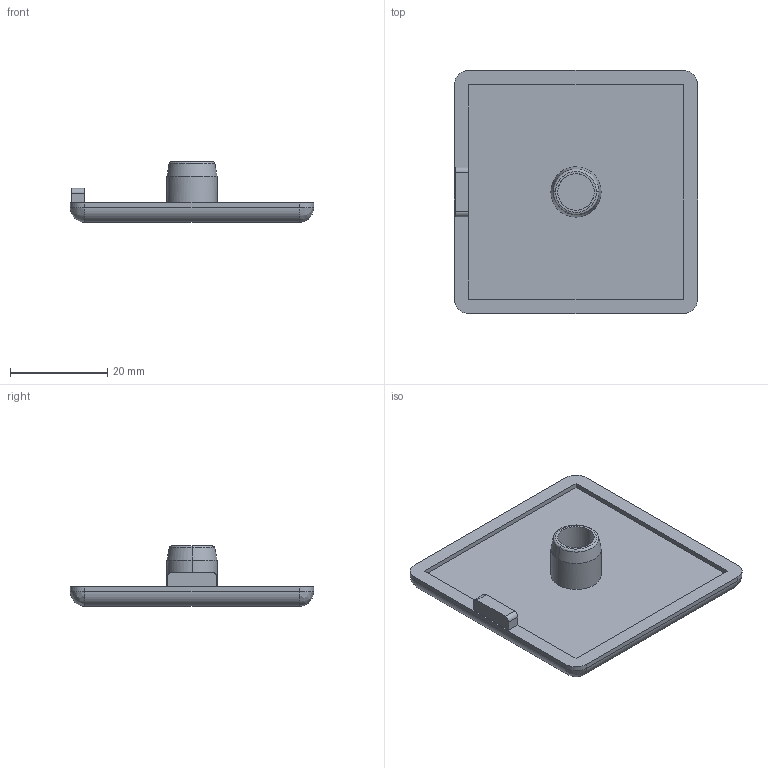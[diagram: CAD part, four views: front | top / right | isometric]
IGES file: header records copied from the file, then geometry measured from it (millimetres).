
Global section: file name: 225050; native system: Autodesk Inventor 2016; preprocessor: unknown; author: TraceParts; organization: TraceParts S.A.; date: 20180512.095110; units: millimetre
Bounding box: 50 x 50 x 12.5 mm (x, y, z)
Volume: 8092.8 mm3; surface area: 6267.3 mm2
Topology: 1 solids, 1 shells, 39 faces, 90 edges, 52 vertices
Faces by surface type: bspline 39
